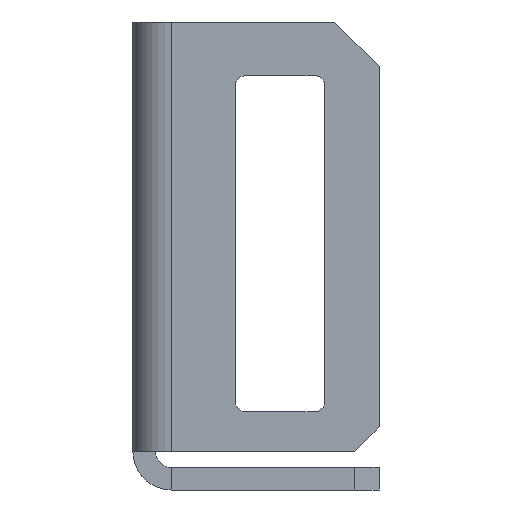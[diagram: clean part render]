
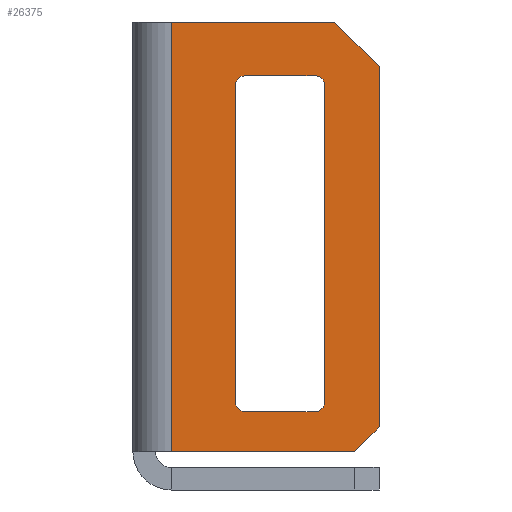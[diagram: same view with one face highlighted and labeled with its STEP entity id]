
A CAD part, left-side view. The second image highlights one B-rep face of the part: STEP entity #26375.
In plain terms, the highlighted planar face has unit normal (-1, 0, 0).
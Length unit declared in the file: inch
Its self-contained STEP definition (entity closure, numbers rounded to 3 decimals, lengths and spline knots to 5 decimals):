
#2613=FACE_BOUND('',#5748,.T.);
#3183=PLANE('',#28659);
#4323=FACE_OUTER_BOUND('',#5747,.T.);
#5747=EDGE_LOOP('',(#24567,#24568,#24569,#24570,#24571,#24572));
#5748=EDGE_LOOP('',(#24573,#24574,#24575,#24576,#24577,#24578,#24579,#24580));
#8001=LINE('',#44302,#10291);
#8008=LINE('',#44319,#10298);
#8027=LINE('',#44375,#10317);
#8028=LINE('',#44377,#10318);
#8029=LINE('',#44378,#10319);
#8030=LINE('',#44379,#10320);
#8031=LINE('',#44382,#10321);
#8032=LINE('',#44386,#10322);
#8033=LINE('',#44390,#10323);
#8034=LINE('',#44394,#10324);
#10291=VECTOR('',#36065,0.872);
#10298=VECTOR('',#36082,0.372);
#10317=VECTOR('',#36127,0.732);
#10318=VECTOR('',#36128,0.12728);
#10319=VECTOR('',#36129,0.332);
#10320=VECTOR('',#36130,0.07071);
#10321=VECTOR('',#36131,0.642);
#10322=VECTOR('',#36134,0.142);
#10323=VECTOR('',#36137,0.642);
#10324=VECTOR('',#36140,0.142);
#11471=CIRCLE('',#28660,0.02);
#11472=CIRCLE('',#28661,0.02);
#11473=CIRCLE('',#28662,0.02);
#11474=CIRCLE('',#28663,0.02);
#14396=VERTEX_POINT('',#42622);
#14399=VERTEX_POINT('',#44301);
#14404=VERTEX_POINT('',#44317);
#14427=VERTEX_POINT('',#44373);
#14428=VERTEX_POINT('',#44374);
#14429=VERTEX_POINT('',#44376);
#14430=VERTEX_POINT('',#44380);
#14431=VERTEX_POINT('',#44381);
#14432=VERTEX_POINT('',#44383);
#14433=VERTEX_POINT('',#44385);
#14434=VERTEX_POINT('',#44387);
#14435=VERTEX_POINT('',#44389);
#14436=VERTEX_POINT('',#44391);
#14437=VERTEX_POINT('',#44393);
#17781=EDGE_CURVE('',#14396,#14399,#8001,.T.);
#17790=EDGE_CURVE('',#14396,#14404,#8008,.T.);
#17817=EDGE_CURVE('',#14427,#14428,#8027,.T.);
#17818=EDGE_CURVE('',#14428,#14429,#8028,.T.);
#17819=EDGE_CURVE('',#14429,#14399,#8029,.T.);
#17820=EDGE_CURVE('',#14404,#14427,#8030,.T.);
#17821=EDGE_CURVE('',#14430,#14431,#8031,.T.);
#17822=EDGE_CURVE('',#14431,#14432,#11471,.T.);
#17823=EDGE_CURVE('',#14432,#14433,#8032,.T.);
#17824=EDGE_CURVE('',#14433,#14434,#11472,.T.);
#17825=EDGE_CURVE('',#14434,#14435,#8033,.T.);
#17826=EDGE_CURVE('',#14435,#14436,#11473,.T.);
#17827=EDGE_CURVE('',#14436,#14437,#8034,.T.);
#17828=EDGE_CURVE('',#14437,#14430,#11474,.T.);
#24567=ORIENTED_EDGE('',*,*,#17817,.T.);
#24568=ORIENTED_EDGE('',*,*,#17818,.T.);
#24569=ORIENTED_EDGE('',*,*,#17819,.T.);
#24570=ORIENTED_EDGE('',*,*,#17781,.F.);
#24571=ORIENTED_EDGE('',*,*,#17790,.T.);
#24572=ORIENTED_EDGE('',*,*,#17820,.T.);
#24573=ORIENTED_EDGE('',*,*,#17821,.T.);
#24574=ORIENTED_EDGE('',*,*,#17822,.T.);
#24575=ORIENTED_EDGE('',*,*,#17823,.T.);
#24576=ORIENTED_EDGE('',*,*,#17824,.T.);
#24577=ORIENTED_EDGE('',*,*,#17825,.T.);
#24578=ORIENTED_EDGE('',*,*,#17826,.T.);
#24579=ORIENTED_EDGE('',*,*,#17827,.T.);
#24580=ORIENTED_EDGE('',*,*,#17828,.T.);
#26375=ADVANCED_FACE('',(#4323,#2613),#3183,.F.);
#28659=AXIS2_PLACEMENT_3D('',#44372,#36125,#36126);
#28660=AXIS2_PLACEMENT_3D('',#44384,#36132,#36133);
#28661=AXIS2_PLACEMENT_3D('',#44388,#36135,#36136);
#28662=AXIS2_PLACEMENT_3D('',#44392,#36138,#36139);
#28663=AXIS2_PLACEMENT_3D('',#44395,#36141,#36142);
#36065=DIRECTION('',(0.,0.,1.));
#36082=DIRECTION('',(0.,-1.,0.));
#36125=DIRECTION('center_axis',(1.,0.,0.));
#36126=DIRECTION('ref_axis',(0.,0.,-1.));
#36127=DIRECTION('',(0.,0.,1.));
#36128=DIRECTION('',(0.,0.707,0.707));
#36129=DIRECTION('',(0.,1.,0.));
#36130=DIRECTION('',(0.,-0.707,0.707));
#36131=DIRECTION('',(0.,0.,-1.));
#36132=DIRECTION('center_axis',(1.,0.,0.));
#36133=DIRECTION('ref_axis',(0.,1.,0.));
#36134=DIRECTION('',(0.,1.,0.));
#36135=DIRECTION('center_axis',(1.,0.,0.));
#36136=DIRECTION('ref_axis',(0.,1.,0.));
#36137=DIRECTION('',(0.,0.,1.));
#36138=DIRECTION('center_axis',(1.,0.,0.));
#36139=DIRECTION('ref_axis',(0.,1.,0.));
#36140=DIRECTION('',(0.,-1.,0.));
#36141=DIRECTION('center_axis',(1.,0.,0.));
#36142=DIRECTION('ref_axis',(0.,1.,0.));
#42622=CARTESIAN_POINT('',(-15.22449,-0.032,-2.76768));
#44301=CARTESIAN_POINT('',(-15.22449,-0.032,-1.89568));
#44302=CARTESIAN_POINT('',(-15.22449,-0.032,-2.76768));
#44317=CARTESIAN_POINT('',(-15.22449,-0.404,-2.76768));
#44319=CARTESIAN_POINT('',(-15.22449,-0.032,-2.76768));
#44372=CARTESIAN_POINT('Origin',(-15.22449,0.,
-2.76768));
#44373=CARTESIAN_POINT('',(-15.22449,-0.454,-2.71768));
#44374=CARTESIAN_POINT('',(-15.22449,-0.454,-1.98568));
#44375=CARTESIAN_POINT('',(-15.22449,-0.454,-2.71768));
#44376=CARTESIAN_POINT('',(-15.22449,-0.364,-1.89568));
#44377=CARTESIAN_POINT('',(-15.22449,-0.454,-1.98568));
#44378=CARTESIAN_POINT('',(-15.22449,-0.364,-1.89568));
#44379=CARTESIAN_POINT('',(-15.22449,-0.404,-2.76768));
#44380=CARTESIAN_POINT('',(-15.22449,-0.344,-2.02468));
#44381=CARTESIAN_POINT('',(-15.22449,-0.344,-2.66668));
#44382=CARTESIAN_POINT('',(-15.22449,-0.344,-2.02468));
#44383=CARTESIAN_POINT('',(-15.22449,-0.324,-2.68668));
#44384=CARTESIAN_POINT('Origin',(-15.22449,-0.324,-2.66668));
#44385=CARTESIAN_POINT('',(-15.22449,-0.182,-2.68668));
#44386=CARTESIAN_POINT('',(-15.22449,-0.324,-2.68668));
#44387=CARTESIAN_POINT('',(-15.22449,-0.162,-2.66668));
#44388=CARTESIAN_POINT('Origin',(-15.22449,-0.182,-2.66668));
#44389=CARTESIAN_POINT('',(-15.22449,-0.162,-2.02468));
#44390=CARTESIAN_POINT('',(-15.22449,-0.162,-2.66668));
#44391=CARTESIAN_POINT('',(-15.22449,-0.182,-2.00468));
#44392=CARTESIAN_POINT('Origin',(-15.22449,-0.182,-2.02468));
#44393=CARTESIAN_POINT('',(-15.22449,-0.324,-2.00468));
#44394=CARTESIAN_POINT('',(-15.22449,-0.182,-2.00468));
#44395=CARTESIAN_POINT('Origin',(-15.22449,-0.324,-2.02468));
